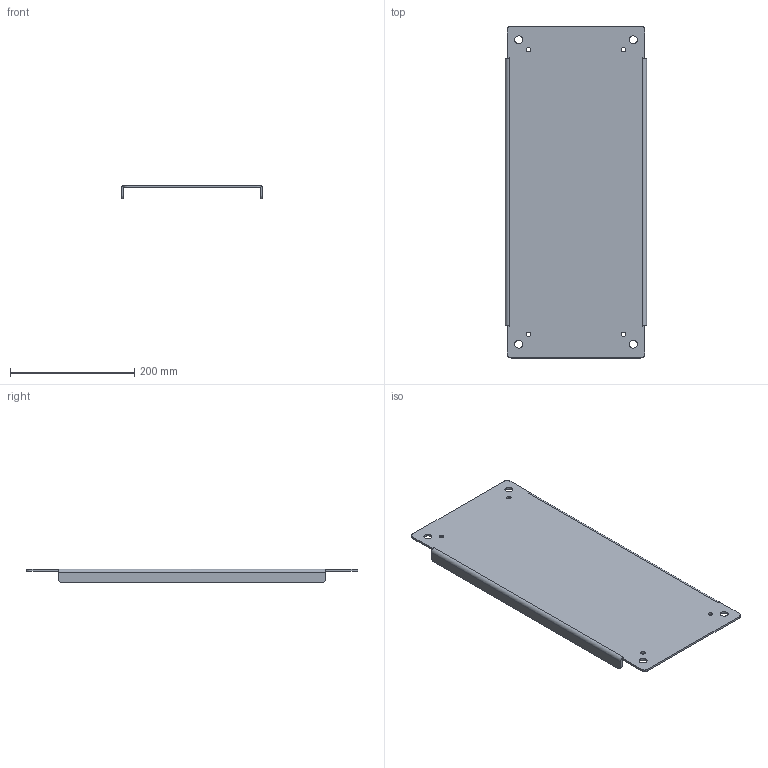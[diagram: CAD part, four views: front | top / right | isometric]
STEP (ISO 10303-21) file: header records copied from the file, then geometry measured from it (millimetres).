
FILE_DESCRIPTION (( 'STEP AP203' ), '1' );
FILE_NAME ('SCE-12P24GALV.step', '2021-01-08T15:30:39', ( 'ADC123' ), ( 'Microsoft' ), 'SwSTEP 2.0', 'SolidWorks 2019', '' );
FILE_SCHEMA (( 'CONFIG_CONTROL_DESIGN' ));
Length unit declared in the file: inch
Products named in the file (1): SCE-12P24GALV
Bounding box: 227.01 x 533.4 x 22.23 mm (x, y, z)
Volume: 426884.2 mm3; surface area: 274675.1 mm2
Topology: 1 solids, 1 shells, 50 faces, 136 edges, 88 vertices
Faces by surface type: cylinder 20, plane 18, bspline 12
Full cylindrical faces by diameter (mm): 7.137 x4, 12.7 x4
Entity records: 1955 total; most frequent: CARTESIAN_POINT 643, ORIENTED_EDGE 256, DIRECTION 230, EDGE_CURVE 128, VERTEX_POINT 88, AXIS2_PLACEMENT_3D 79, EDGE_LOOP 74, LINE 72
